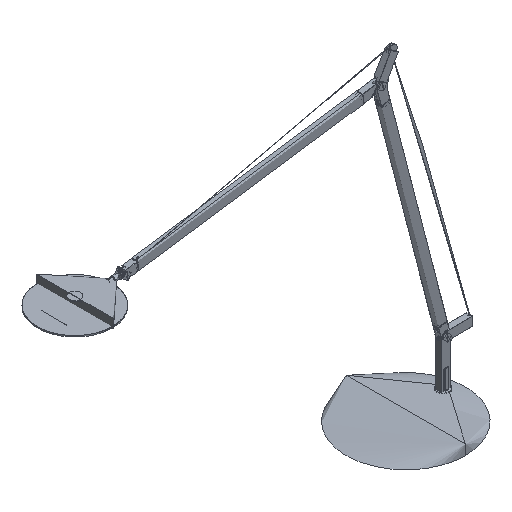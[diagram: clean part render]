
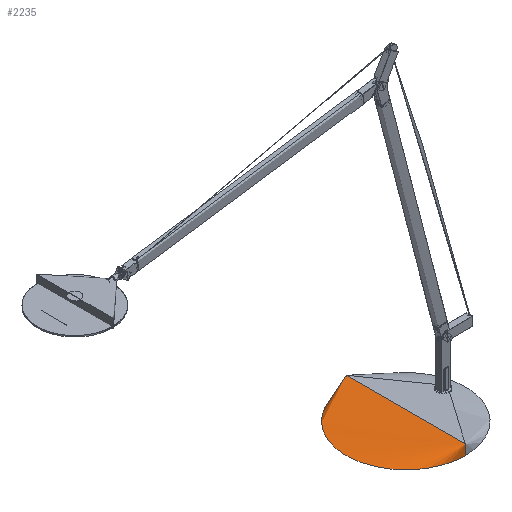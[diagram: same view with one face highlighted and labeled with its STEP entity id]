
A CAD part, isometric view. The second image highlights one B-rep face of the part: STEP entity #2235.
In plain terms, the highlighted free-form (B-spline) face has degree [2, 1] with [5, 2] control points.
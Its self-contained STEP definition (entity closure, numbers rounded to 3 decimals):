
#1394=B_SPLINE_CURVE_WITH_KNOTS($,1,(#26587,#26588),.UNSPECIFIED.,.F.,.F.,
(2,2),(0.,16.803),.UNSPECIFIED.);
#1396=B_SPLINE_CURVE_WITH_KNOTS($,1,(#26611,#26612),.UNSPECIFIED.,.F.,.F.,
(2,2),(0.,16.803),.UNSPECIFIED.);
#2235=ADVANCED_FACE($,(#3055),#11362,.T.);
#3055=FACE_OUTER_BOUND($,#3919,.T.);
#3919=EDGE_LOOP($,(#7695,#7696,#7697,#7698));
#7695=ORIENTED_EDGE($,*,*,#9620,.T.);
#7696=ORIENTED_EDGE($,*,*,#9621,.T.);
#7697=ORIENTED_EDGE($,*,*,#9614,.F.);
#7698=ORIENTED_EDGE($,*,*,#9613,.T.);
#9613=EDGE_CURVE($,#10787,#10792,#12307,.T.);
#9614=EDGE_CURVE($,#10787,#10786,#1394,.T.);
#9620=EDGE_CURVE($,#10792,#10793,#1396,.T.);
#9621=EDGE_CURVE($,#10793,#10786,#12312,.T.);
#10786=VERTEX_POINT($,#26668);
#10787=VERTEX_POINT($,#26669);
#10792=VERTEX_POINT($,#26674);
#10793=VERTEX_POINT($,#26675);
#11362=(
BOUNDED_SURFACE()
B_SPLINE_SURFACE(2,1,((#26627,#26628),(#26629,#26630),(#26631,#26632),(#26633,
#26634),(#26635,#26636)),.UNSPECIFIED.,.F.,.F.,.F.)
B_SPLINE_SURFACE_WITH_KNOTS((3,2,3),(2,2),(0.,157.87,315.741),
(0.,16.803),.UNSPECIFIED.)
GEOMETRIC_REPRESENTATION_ITEM()
RATIONAL_B_SPLINE_SURFACE(((1.,1.),(0.707,0.707),
(1.,1.),(0.707,0.707),(1.,1.)))
REPRESENTATION_ITEM($)
SURFACE()
);
#12307=(
BOUNDED_CURVE()
B_SPLINE_CURVE(2,(#26582,#26583,#26584,#26585,#26586),.UNSPECIFIED.,.F.,
.F.)
B_SPLINE_CURVE_WITH_KNOTS((3,2,3),(0.,157.87,315.741),
.UNSPECIFIED.)
CURVE()
GEOMETRIC_REPRESENTATION_ITEM()
RATIONAL_B_SPLINE_CURVE((1.,0.707,1.,0.707,1.))
REPRESENTATION_ITEM($)
);
#12312=(
BOUNDED_CURVE()
B_SPLINE_CURVE(2,(#26613,#26614,#26615,#26616,#26617),.UNSPECIFIED.,.F.,
.F.)
B_SPLINE_CURVE_WITH_KNOTS((3,2,3),(-315.741,-157.87,0.),
.UNSPECIFIED.)
CURVE()
GEOMETRIC_REPRESENTATION_ITEM()
RATIONAL_B_SPLINE_CURVE((1.,0.707,1.,0.707,1.))
REPRESENTATION_ITEM($)
);
#26582=CARTESIAN_POINT($,(0.,100.503,-16.803));
#26583=CARTESIAN_POINT($,(-100.503,100.503,-16.803));
#26584=CARTESIAN_POINT($,(-100.503,0.,-16.803));
#26585=CARTESIAN_POINT($,(-100.503,-100.503,-16.803));
#26586=CARTESIAN_POINT($,(0.,-100.503,-16.803));
#26587=CARTESIAN_POINT($,(0.,100.503,-16.803));
#26588=CARTESIAN_POINT($,(0.,100.503,0.));
#26611=CARTESIAN_POINT($,(0.,-100.503,-16.803));
#26612=CARTESIAN_POINT($,(0.,-100.503,0.));
#26613=CARTESIAN_POINT($,(0.,-100.503,0.));
#26614=CARTESIAN_POINT($,(-100.503,-100.503,0.));
#26615=CARTESIAN_POINT($,(-100.503,0.,0.));
#26616=CARTESIAN_POINT($,(-100.503,100.503,0.));
#26617=CARTESIAN_POINT($,(0.,100.503,0.));
#26627=CARTESIAN_POINT($,(0.,100.503,-16.803));
#26628=CARTESIAN_POINT($,(0.,100.503,0.));
#26629=CARTESIAN_POINT($,(-100.503,100.503,-16.803));
#26630=CARTESIAN_POINT($,(-100.503,100.503,0.));
#26631=CARTESIAN_POINT($,(-100.503,0.,-16.803));
#26632=CARTESIAN_POINT($,(-100.503,0.,0.));
#26633=CARTESIAN_POINT($,(-100.503,-100.503,-16.803));
#26634=CARTESIAN_POINT($,(-100.503,-100.503,0.));
#26635=CARTESIAN_POINT($,(0.,-100.503,-16.803));
#26636=CARTESIAN_POINT($,(0.,-100.503,0.));
#26668=CARTESIAN_POINT($,(0.,100.503,0.));
#26669=CARTESIAN_POINT($,(0.,100.503,-16.803));
#26674=CARTESIAN_POINT($,(0.,-100.503,-16.803));
#26675=CARTESIAN_POINT($,(0.,-100.503,0.));
